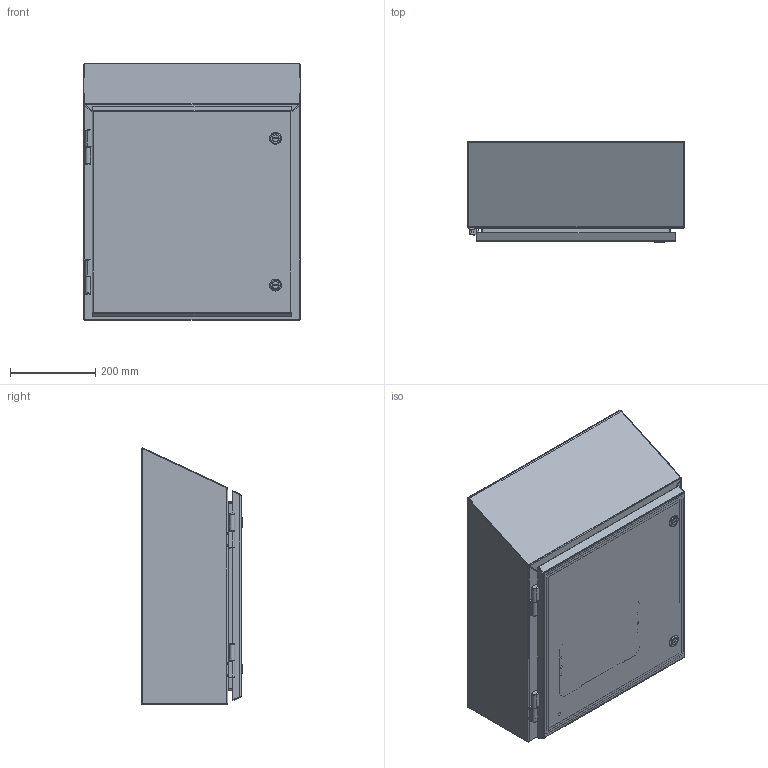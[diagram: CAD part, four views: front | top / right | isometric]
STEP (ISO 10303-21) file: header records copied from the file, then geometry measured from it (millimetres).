
FILE_DESCRIPTION (( 'STEP AP214' ), '1' );
FILE_NAME ('HWST20208S16.STEP', '2020-11-21T19:47:01', ( '' ), ( '' ), 'SwSTEP 2.0', 'SolidWorks 2019', '' );
FILE_SCHEMA (( 'AUTOMOTIVE_DESIGN' ));
Length unit declared in the file: inch
Products named in the file (1): HWST20208S16
Bounding box: 508 x 238 x 601.57 mm (x, y, z)
Volume: 2316892.4 mm3; surface area: 2458184.8 mm2
Topology: 43 solids, 44 shells, 1037 faces, 2442 edges, 1518 vertices
Faces by surface type: plane 631, cylinder 292, bspline 62, cone 42, torus 10
Full cylindrical faces by diameter (mm): 3.307 x2, 4.166 x2, 4.917 x8, 5 x2, 5.74 x8, 6 x6, 6.096 x4, 6.1 x4, 6.35 x4, 6.985 x4, 7.937 x2, 8.433 x4, 9.347 x2, 9.525 x4, 9.83 x4, 12.7 x8, 13.335 x2, 15.875 x6, 16.002 x2, 16.51 x4, 19.5 x2, 19.939 x2, 27.94 x2, 88.9 x1
Entity records: 35499 total; most frequent: CARTESIAN_POINT 11243, ORIENTED_EDGE 4522, DIRECTION 4519, EDGE_CURVE 2261, AXIS2_PLACEMENT_3D 1566, VERTEX_POINT 1480, LINE 1387, VECTOR 1387
